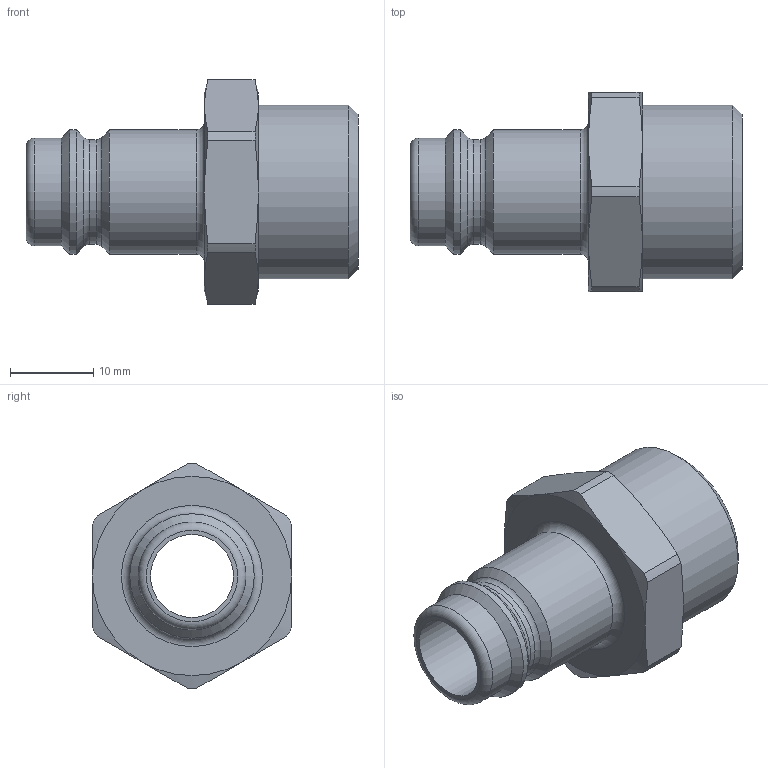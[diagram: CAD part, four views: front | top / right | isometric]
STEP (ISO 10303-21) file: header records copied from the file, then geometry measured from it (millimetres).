
FILE_DESCRIPTION((''),'2;1');
FILE_NAME('41sfaw21mxn.stp','2013-11-05T13:58:23',('IA176480'),(''),'Autodesk Inventor 2013','Autodesk Inventor 2013','');
FILE_SCHEMA(('AUTOMOTIVE_DESIGN { 1 0 10303 214 1 1 1 1 }'));
Length unit declared in the file: millimetre
Products named in the file (1): D108298
Bounding box: 40 x 24 x 27.05 mm (x, y, z)
Volume: 7270.2 mm3; surface area: 4256.3 mm2
Topology: 1 solids, 1 shells, 43 faces, 93 edges, 54 vertices
Faces by surface type: cone 17, cylinder 12, plane 10, torus 4
Full cylindrical faces by diameter (mm): 10 x1, 12.6 x1, 13 x1, 15 x2, 20.955 x1
Entity records: 1088 total; most frequent: CARTESIAN_POINT 224, DIRECTION 184, ORIENTED_EDGE 156, AXIS2_PLACEMENT_3D 86, EDGE_CURVE 78, EDGE_LOOP 62, VERTEX_POINT 54, FACE_OUTER_BOUND 43
